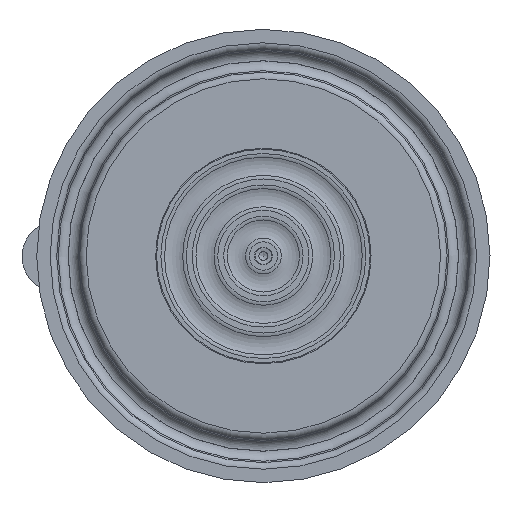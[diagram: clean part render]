
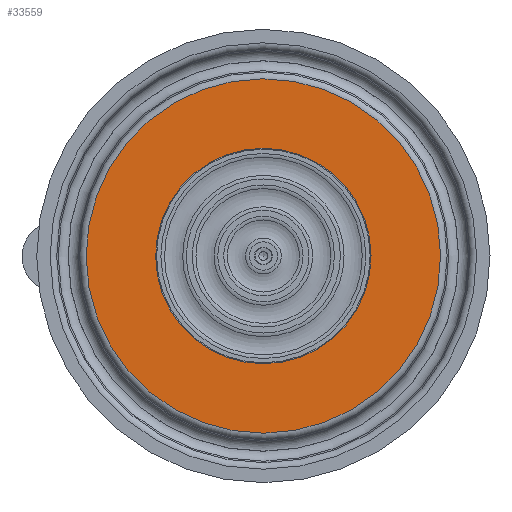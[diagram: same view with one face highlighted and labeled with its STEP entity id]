
A CAD part, left-side view. The second image highlights one B-rep face of the part: STEP entity #33559.
In plain terms, the highlighted planar face has unit normal (-1, 0, 0).
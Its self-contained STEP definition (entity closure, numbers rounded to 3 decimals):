
#830=FACE_BOUND('',#5585,.T.);
#1864=PLANE('',#35909);
#3638=FACE_OUTER_BOUND('',#5584,.T.);
#5584=EDGE_LOOP('',(#31361));
#5585=EDGE_LOOP('',(#31362));
#6378=CIRCLE('',#35902,12.);
#6382=CIRCLE('',#35910,19.742);
#16716=VERTEX_POINT('',#94727);
#16718=VERTEX_POINT('',#94738);
#21607=EDGE_CURVE('',#16716,#16716,#6378,.T.);
#21612=EDGE_CURVE('',#16718,#16718,#6382,.T.);
#31361=ORIENTED_EDGE('',*,*,#21612,.F.);
#31362=ORIENTED_EDGE('',*,*,#21607,.T.);
#33559=ADVANCED_FACE('',(#3638,#830),#1864,.T.);
#35902=AXIS2_PLACEMENT_3D('',#94728,#43493,#43494);
#35909=AXIS2_PLACEMENT_3D('',#94737,#43508,#43509);
#35910=AXIS2_PLACEMENT_3D('',#94739,#43510,#43511);
#43493=DIRECTION('center_axis',(1.,0.,0.));
#43494=DIRECTION('ref_axis',(0.,1.,0.));
#43508=DIRECTION('center_axis',(-1.,0.,0.));
#43509=DIRECTION('ref_axis',(0.,0.,1.));
#43510=DIRECTION('center_axis',(1.,0.,0.));
#43511=DIRECTION('ref_axis',(0.,0.,-1.));
#94727=CARTESIAN_POINT('',(0.,-12.,0.));
#94728=CARTESIAN_POINT('Origin',(0.,0.,
0.));
#94737=CARTESIAN_POINT('Origin',(0.,19.742,
0.));
#94738=CARTESIAN_POINT('',(0.,0.,19.742));
#94739=CARTESIAN_POINT('Origin',(0.,0.,0.));
